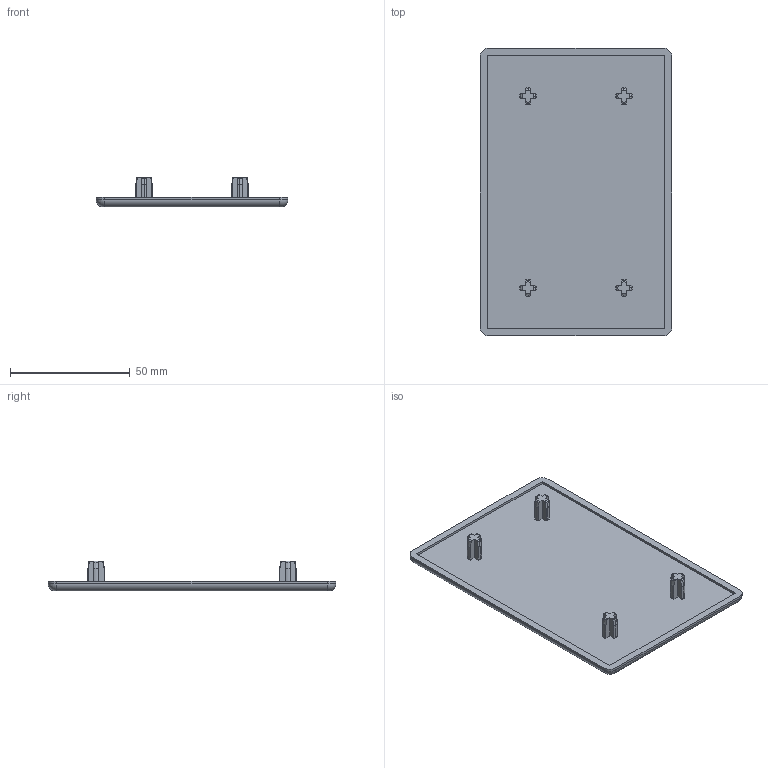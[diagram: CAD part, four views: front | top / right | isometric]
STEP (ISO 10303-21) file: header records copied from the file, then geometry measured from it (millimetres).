
FILE_DESCRIPTION (( 'STEP AP214' ), '1' );
FILE_NAME ('BASE08E1344-Embout 8 120x80.step', '2023-03-24T09:40:05', ( 'Altae' ), ( '' ), 'SwSTEP 2.0', 'SolidWorks 2021', '' );
FILE_SCHEMA (( 'AUTOMOTIVE_DESIGN' ));
Length unit declared in the file: millimetre
Products named in the file (1): BASE08E1344-Embout 8 120x80
Bounding box: 80 x 120 x 12.5 mm (x, y, z)
Volume: 30024.1 mm3; surface area: 21579.9 mm2
Topology: 1 solids, 1 shells, 123 faces, 336 edges, 220 vertices
Faces by surface type: plane 47, cylinder 28, torus 28, cone 20
Entity records: 4480 total; most frequent: CARTESIAN_POINT 1412, ORIENTED_EDGE 672, DIRECTION 592, EDGE_CURVE 336, VERTEX_POINT 220, AXIS2_PLACEMENT_3D 220, LINE 152, VECTOR 152
